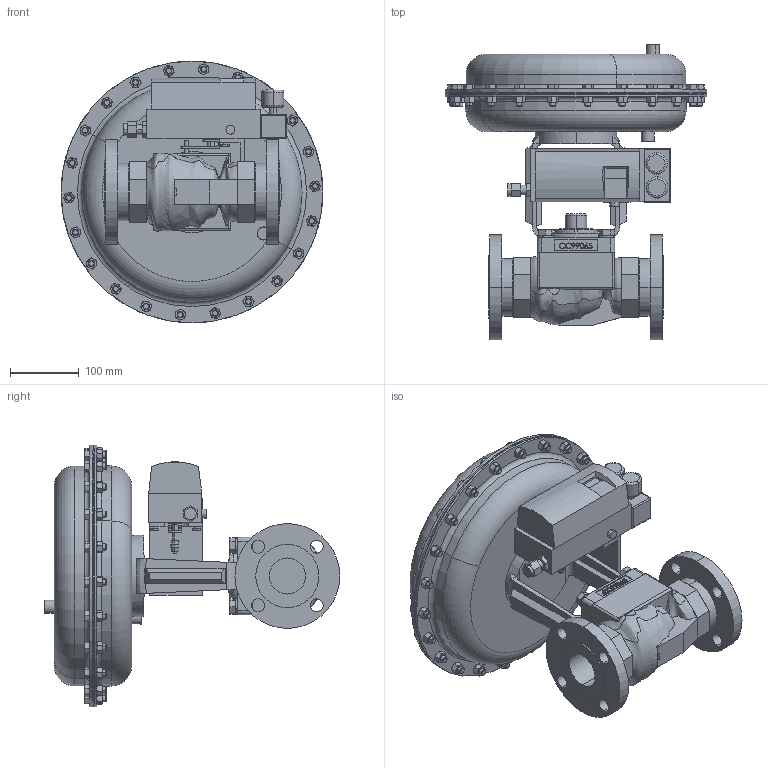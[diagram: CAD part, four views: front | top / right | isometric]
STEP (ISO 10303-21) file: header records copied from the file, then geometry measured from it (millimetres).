
FILE_DESCRIPTION (( 'STEP AP203' ), '1' );
FILE_NAME ('78SP-200-BR+CS+S6-I5-85M-16IQ.step', '2017-09-25T17:14:32', ( '' ), ( '' ), 'SwSTEP 2.0', 'SolidWorks 2014', '' );
FILE_SCHEMA (( 'CONFIG_CONTROL_DESIGN' ));
Products named in the file (1): 78SP-200-BR+CS+S6-I5-85M-16IQ
Bounding box: 381 x 429.92 x 381 mm (x, y, z)
Volume: 13171763.9 mm3; surface area: 737561.9 mm2
Topology: 1 solids, 1 shells, 1595 faces, 3810 edges, 2336 vertices
Faces by surface type: plane 688, cone 504, cylinder 273, bspline 102, torus 18, sphere 10
Entity records: 62644 total; most frequent: CARTESIAN_POINT 27630, ORIENTED_EDGE 7608, DIRECTION 6570, EDGE_CURVE 3804, AXIS2_PLACEMENT_3D 2511, VERTEX_POINT 2336, EDGE_LOOP 1796, FACE_OUTER_BOUND 1595
